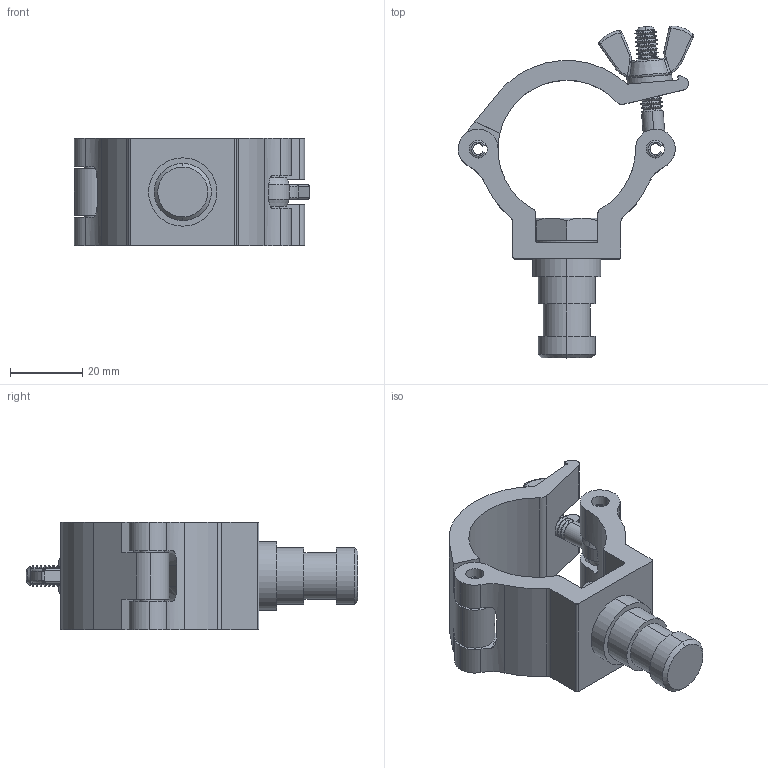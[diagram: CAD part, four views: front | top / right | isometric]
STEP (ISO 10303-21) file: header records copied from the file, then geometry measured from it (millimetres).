
FILE_DESCRIPTION (( 'STEP AP203' ), '1' );
FILE_NAME ('T58992.STEP', '2024-07-09T09:34:27', ( '' ), ( '' ), 'SwSTEP 2.0', 'SolidWorks 2022', '' );
FILE_SCHEMA (( 'CONFIG_CONTROL_DESIGN' ));
Length unit declared in the file: millimetre
Products named in the file (12): Hex Screw GradeC_Doughty Fastners_ISO 4018 - M10 x 20-WS; TH1869_TH1870; TH134_TH134; T78010_Spaced for T58970; A Washer_Bright washer BS 4320 - M6 (Form A); F880_F880 M6 Wing Nut; F771; TH1821; TH2013_30MM WIDE; TH2014_30MM WIDE; TH705_TH705; T58992
Assembly tree (12 placements, depth 3):
  T58992
    TH134_TH134
      TH2014_30MM WIDE
    TH705_TH705
      TH2013_30MM WIDE
    T78010_Spaced for T58970
      TH1821
      F880_F880 M6 Wing Nut
      A Washer_Bright washer BS 4320 - M6 (Form A)
    F771  x2
    Hex Screw GradeC_Doughty Fastners_ISO 4018 - M10 x 20-WS
    TH1869_TH1870
Bounding box: 65.4 x 92.2 x 29.9 mm (x, y, z)
Volume: 35846.4 mm3; surface area: 21157.1 mm2
Topology: 9 solids, 9 shells, 662 faces, 1501 edges, 871 vertices
Faces by surface type: cone 224, torus 168, cylinder 141, plane 93, bspline 36
Entity records: 20213 total; most frequent: CARTESIAN_POINT 4186, DIRECTION 3479, ORIENTED_EDGE 2906, AXIS2_PLACEMENT_3D 1510, EDGE_CURVE 1453, CIRCLE 882, VERTEX_POINT 847, EDGE_LOOP 688
